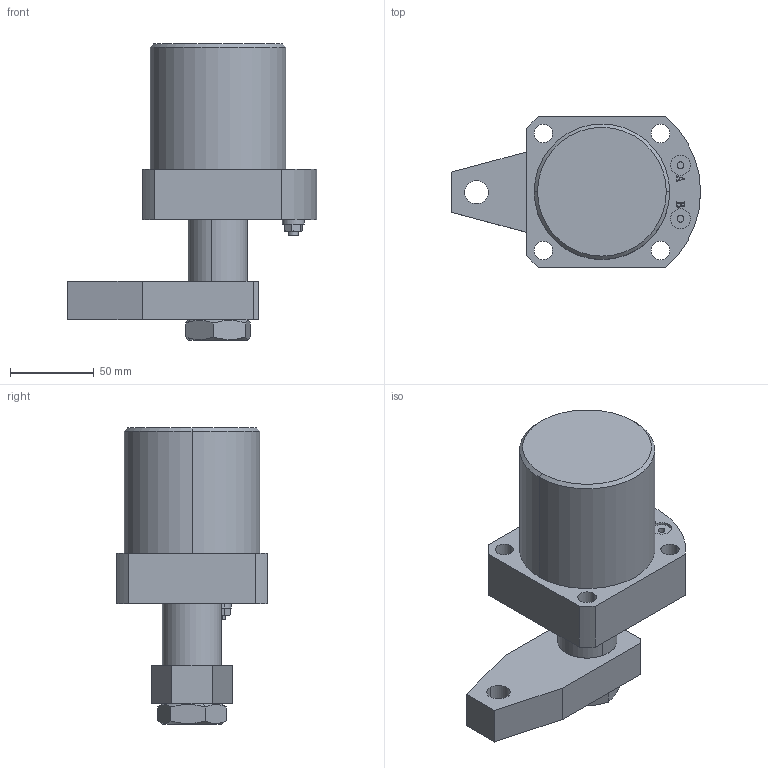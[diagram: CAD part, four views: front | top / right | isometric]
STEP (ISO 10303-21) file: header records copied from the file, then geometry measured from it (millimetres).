
FILE_DESCRIPTION (( 'STEP AP203' ), '1' );
FILE_NAME ('HSL-FCM63S.STEP', '2021-09-29T07:30:09', ( '微软用户' ), ( '微软中国' ), 'SwSTEP 2.0', 'SolidWorks 2012', '' );
FILE_SCHEMA (( 'CONFIG_CONTROL_DESIGN' ));
Length unit declared in the file: millimetre
Products named in the file (6): HSL-FCM63S; hex thin nuts grades ab gb_GB_FASTENER_NUT_STNABTT  B M24X2.0-N; FCM-覃誹概; HSL-63S活塞杆; HSL-63S揤旋杻秶; HSL-FCM63掛极
Assembly tree (5 placements, depth 2):
  HSL-FCM63S
    HSL-FCM63掛极
    HSL-63S揤旋杻秶
    HSL-63S活塞杆
    FCM-覃誹概
    hex thin nuts grades ab gb_GB_FASTENER_NUT_STNABTT  B M24X2.0-N
Bounding box: 149 x 90 x 177 mm (x, y, z)
Volume: 686812.1 mm3; surface area: 114374.5 mm2
Topology: 5 solids, 5 shells, 196 faces, 459 edges, 297 vertices
Faces by surface type: plane 97, cylinder 55, cone 22, bspline 16, torus 6
Entity records: 7169 total; most frequent: CARTESIAN_POINT 2032, DIRECTION 929, ORIENTED_EDGE 914, EDGE_CURVE 457, AXIS2_PLACEMENT_3D 334, VERTEX_POINT 297, VECTOR 261, LINE 261
